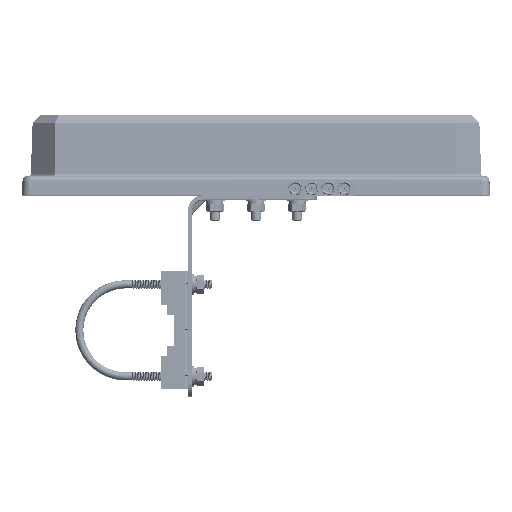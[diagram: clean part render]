
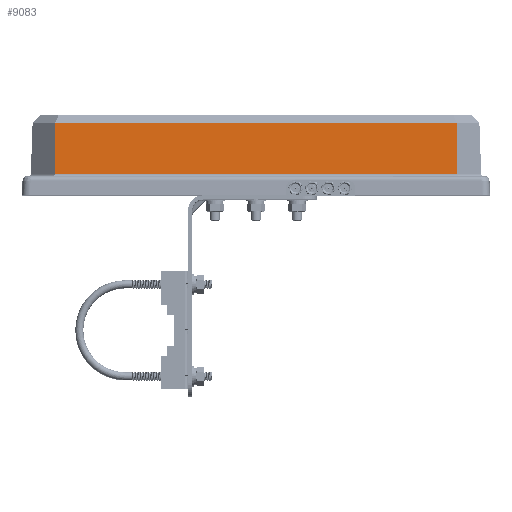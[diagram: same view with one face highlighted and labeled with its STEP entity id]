
A CAD part, top view. The second image highlights one B-rep face of the part: STEP entity #9083.
In plain terms, the highlighted planar face has unit normal (0, 0.035, 0.999).
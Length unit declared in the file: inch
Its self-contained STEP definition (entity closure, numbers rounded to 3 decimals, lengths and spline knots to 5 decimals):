
#125 = CARTESIAN_POINT ( 'NONE',  ( -4.91388, 0.51044, 3.42706 ) ) ;
#4720 = CARTESIAN_POINT ( 'NONE',  ( 4.89563, 1.77177, 3.38301 ) ) ;
#9083 = ADVANCED_FACE ( 'NONE', ( #30408 ), #37579, .T. ) ;
#10215 = VECTOR ( 'NONE', #46283, 39.37008 ) ;
#10319 = VERTEX_POINT ( 'NONE', #57435 ) ;
#18583 = VERTEX_POINT ( 'NONE', #66431 ) ;
#24050 = EDGE_CURVE ( 'NONE', #47166, #10319, #66582, .T. ) ;
#25747 = ORIENTED_EDGE ( 'NONE', *, *, #69930, .T. ) ;
#29082 = VECTOR ( 'NONE', #47450, 39.37008 ) ;
#30408 = FACE_OUTER_BOUND ( 'NONE', #65725, .T. ) ;
#30446 = VERTEX_POINT ( 'NONE', #125 ) ;
#31177 = CARTESIAN_POINT ( 'NONE',  ( -5.72994, 0., 3.44488 ) ) ;
#32396 = LINE ( 'NONE', #39947, #47977 ) ;
#33906 = DIRECTION ( 'NONE',  ( 1., 0., 0. ) ) ;
#36399 = DIRECTION ( 'NONE',  ( 0., 0.035, 0.999 ) ) ;
#36422 = CARTESIAN_POINT ( 'NONE',  ( 4.89563, 1.77177, 3.38301 ) ) ;
#37579 = PLANE ( 'NONE',  #58195 ) ;
#39947 = CARTESIAN_POINT ( 'NONE',  ( -4.91388, 0.51044, 3.42706 ) ) ;
#40304 = LINE ( 'NONE', #57483, #67203 ) ;
#40426 = ORIENTED_EDGE ( 'NONE', *, *, #72009, .T. ) ;
#45447 = ORIENTED_EDGE ( 'NONE', *, *, #24050, .F. ) ;
#46283 = DIRECTION ( 'NONE',  ( -0.014, -0.999, 0.035 ) ) ;
#47166 = VERTEX_POINT ( 'NONE', #36422 ) ;
#47450 = DIRECTION ( 'NONE',  ( 0.014, -0.999, 0.035 ) ) ;
#47977 = VECTOR ( 'NONE', #50778, 39.37008 ) ;
#50778 = DIRECTION ( 'NONE',  ( 1., 0., 0. ) ) ;
#57435 = CARTESIAN_POINT ( 'NONE',  ( 4.91388, 0.51044, 3.42706 ) ) ;
#57483 = CARTESIAN_POINT ( 'NONE',  ( -4.89563, 1.77177, 3.38301 ) ) ;
#58195 = AXIS2_PLACEMENT_3D ( 'NONE', #31177, #36399, #67122 ) ;
#59948 = EDGE_CURVE ( 'NONE', #18583, #47166, #40304, .T. ) ;
#64063 = ORIENTED_EDGE ( 'NONE', *, *, #59948, .F. ) ;
#65725 = EDGE_LOOP ( 'NONE', ( #45447, #64063, #25747, #40426 ) ) ;
#66431 = CARTESIAN_POINT ( 'NONE',  ( -4.89563, 1.77177, 3.38301 ) ) ;
#66582 = LINE ( 'NONE', #4720, #29082 ) ;
#67122 = DIRECTION ( 'NONE',  ( 1., 0., 0. ) ) ;
#67203 = VECTOR ( 'NONE', #33906, 39.37008 ) ;
#69930 = EDGE_CURVE ( 'NONE', #18583, #30446, #77000, .T. ) ;
#72009 = EDGE_CURVE ( 'NONE', #30446, #10319, #32396, .T. ) ;
#77000 = LINE ( 'NONE', #78901, #10215 ) ;
#78901 = CARTESIAN_POINT ( 'NONE',  ( -4.89563, 1.77177, 3.38301 ) ) ;
